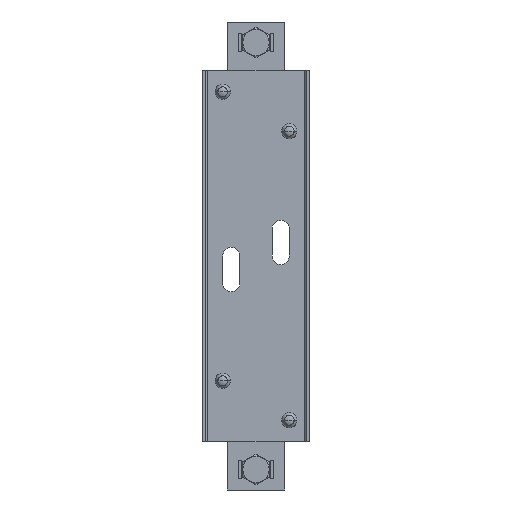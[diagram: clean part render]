
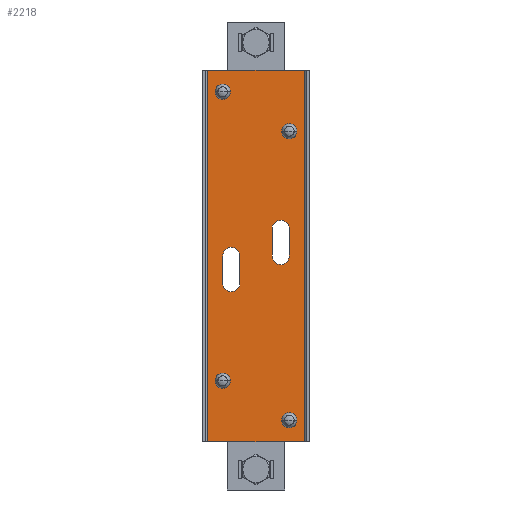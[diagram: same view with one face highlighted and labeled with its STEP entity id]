
A CAD part, front view. The second image highlights one B-rep face of the part: STEP entity #2218.
In plain terms, the highlighted planar face has unit normal (0, -1, 0).
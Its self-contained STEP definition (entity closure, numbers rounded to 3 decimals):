
#613=DIRECTION('',(0.,0.,1.));
#614=VECTOR('',#613,226.);
#615=CARTESIAN_POINT('',(29.5,-2.,-113.));
#616=LINE('',#615,#614);
#627=DIRECTION('',(-1.,0.,0.));
#628=VECTOR('',#627,59.);
#629=CARTESIAN_POINT('',(29.5,-2.,-113.));
#630=LINE('',#629,#628);
#634=CARTESIAN_POINT('',(-15.,-2.,-16.5));
#635=DIRECTION('',(0.,-1.,0.));
#636=DIRECTION('',(-1.,0.,0.));
#637=AXIS2_PLACEMENT_3D('',#634,#635,#636);
#642=DIRECTION('',(0.,0.,1.));
#643=VECTOR('',#642,16.5);
#644=CARTESIAN_POINT('',(-9.75,-2.,-16.5));
#645=LINE('',#644,#643);
#649=CARTESIAN_POINT('',(-15.,-2.,0.));
#650=DIRECTION('',(0.,-1.,0.));
#651=DIRECTION('',(1.,0.,0.));
#652=AXIS2_PLACEMENT_3D('',#649,#650,#651);
#657=DIRECTION('',(0.,0.,-1.));
#658=VECTOR('',#657,16.5);
#659=CARTESIAN_POINT('',(-20.25,-2.,0.));
#660=LINE('',#659,#658);
#664=DIRECTION('',(0.,0.,1.));
#665=VECTOR('',#664,16.5);
#666=CARTESIAN_POINT('',(20.25,-2.,0.));
#667=LINE('',#666,#665);
#671=CARTESIAN_POINT('',(15.,-2.,16.5));
#672=DIRECTION('',(0.,-1.,0.));
#673=DIRECTION('',(1.,0.,0.));
#674=AXIS2_PLACEMENT_3D('',#671,#672,#673);
#679=DIRECTION('',(0.,0.,-1.));
#680=VECTOR('',#679,16.5);
#681=CARTESIAN_POINT('',(9.75,-2.,16.5));
#682=LINE('',#681,#680);
#686=CARTESIAN_POINT('',(15.,-2.,0.));
#687=DIRECTION('',(0.,-1.,0.));
#688=DIRECTION('',(-1.,0.,0.));
#689=AXIS2_PLACEMENT_3D('',#686,#687,#688);
#701=DIRECTION('',(0.,0.,-1.));
#702=VECTOR('',#701,226.);
#703=CARTESIAN_POINT('',(-29.5,-2.,113.));
#704=LINE('',#703,#702);
#801=DIRECTION('',(-1.,0.,0.));
#802=VECTOR('',#801,59.);
#803=CARTESIAN_POINT('',(29.5,-2.,113.));
#804=LINE('',#803,#802);
#1637=CARTESIAN_POINT('',(-29.5,-2.,-113.));
#1638=VERTEX_POINT('',#1637);
#1639=CARTESIAN_POINT('',(29.5,-2.,-113.));
#1640=VERTEX_POINT('',#1639);
#1677=CARTESIAN_POINT('',(29.5,-2.,113.));
#1678=VERTEX_POINT('',#1677);
#1679=CARTESIAN_POINT('',(-29.5,-2.,113.));
#1680=VERTEX_POINT('',#1679);
#1681=CARTESIAN_POINT('',(-20.25,-2.,-16.5));
#1682=CARTESIAN_POINT('',(-9.75,-2.,-16.5));
#1683=VERTEX_POINT('',#1681);
#1684=VERTEX_POINT('',#1682);
#1685=CARTESIAN_POINT('',(-9.75,-2.,0.));
#1686=VERTEX_POINT('',#1685);
#1687=CARTESIAN_POINT('',(-20.25,-2.,0.));
#1688=VERTEX_POINT('',#1687);
#1689=CARTESIAN_POINT('',(20.25,-2.,0.));
#1690=CARTESIAN_POINT('',(20.25,-2.,16.5));
#1691=VERTEX_POINT('',#1689);
#1692=VERTEX_POINT('',#1690);
#1693=CARTESIAN_POINT('',(9.75,-2.,16.5));
#1694=VERTEX_POINT('',#1693);
#1695=CARTESIAN_POINT('',(9.75,-2.,0.));
#1696=VERTEX_POINT('',#1695);
#2185=CARTESIAN_POINT('',(-29.5,-2.,-113.));
#2186=DIRECTION('',(0.,-1.,0.));
#2187=DIRECTION('',(1.,0.,0.));
#2188=AXIS2_PLACEMENT_3D('',#2185,#2186,#2187);
#2189=PLANE('',#2188);
#2190=ORIENTED_EDGE('',*,*,#1914,.T.);
#2192=ORIENTED_EDGE('',*,*,#2191,.F.);
#2194=ORIENTED_EDGE('',*,*,#2193,.F.);
#2195=ORIENTED_EDGE('',*,*,#2170,.F.);
#2196=EDGE_LOOP('',(#2190,#2192,#2194,#2195));
#2197=FACE_OUTER_BOUND('',#2196,.F.);
#2199=ORIENTED_EDGE('',*,*,#2198,.T.);
#2201=ORIENTED_EDGE('',*,*,#2200,.T.);
#2203=ORIENTED_EDGE('',*,*,#2202,.T.);
#2205=ORIENTED_EDGE('',*,*,#2204,.T.);
#2206=EDGE_LOOP('',(#2199,#2201,#2203,#2205));
#2207=FACE_BOUND('',#2206,.F.);
#2209=ORIENTED_EDGE('',*,*,#2208,.T.);
#2211=ORIENTED_EDGE('',*,*,#2210,.T.);
#2213=ORIENTED_EDGE('',*,*,#2212,.T.);
#2215=ORIENTED_EDGE('',*,*,#2214,.T.);
#2216=EDGE_LOOP('',(#2209,#2211,#2213,#2215));
#2217=FACE_BOUND('',#2216,.F.);
#638=CIRCLE('',#637,5.25);
#653=CIRCLE('',#652,5.25);
#675=CIRCLE('',#674,5.25);
#690=CIRCLE('',#689,5.25);
#1914=EDGE_CURVE('',#1640,#1638,#630,.T.);
#2170=EDGE_CURVE('',#1640,#1678,#616,.T.);
#2191=EDGE_CURVE('',#1680,#1638,#704,.T.);
#2193=EDGE_CURVE('',#1678,#1680,#804,.T.);
#2198=EDGE_CURVE('',#1683,#1684,#638,.T.);
#2200=EDGE_CURVE('',#1684,#1686,#645,.T.);
#2202=EDGE_CURVE('',#1686,#1688,#653,.T.);
#2204=EDGE_CURVE('',#1688,#1683,#660,.T.);
#2208=EDGE_CURVE('',#1691,#1692,#667,.T.);
#2210=EDGE_CURVE('',#1692,#1694,#675,.T.);
#2212=EDGE_CURVE('',#1694,#1696,#682,.T.);
#2214=EDGE_CURVE('',#1696,#1691,#690,.T.);
#2218=ADVANCED_FACE('',(#2197,#2207,#2217),#2189,.T.);
